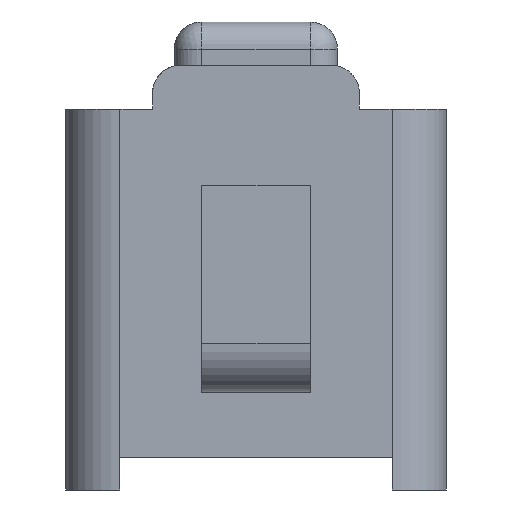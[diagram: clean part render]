
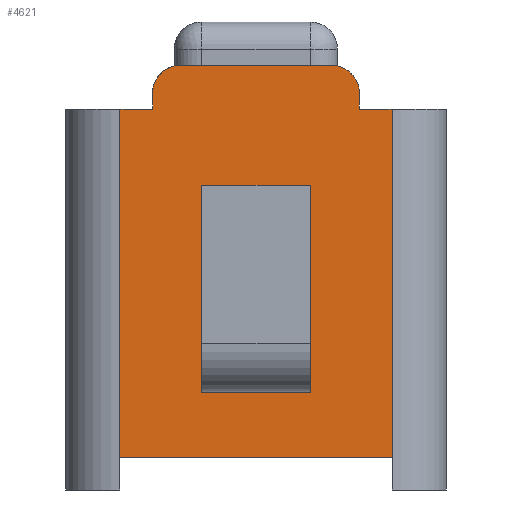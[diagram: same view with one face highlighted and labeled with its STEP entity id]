
A CAD part, left-side view. The second image highlights one B-rep face of the part: STEP entity #4621.
In plain terms, the highlighted planar face has unit normal (-1, 0, 0).
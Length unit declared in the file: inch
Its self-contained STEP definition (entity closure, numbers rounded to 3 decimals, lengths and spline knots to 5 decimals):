
#160=CARTESIAN_POINT('',(-0.11811,-0.01969,0.03543));
#161=VERTEX_POINT('',#160);
#162=CARTESIAN_POINT('',(-0.11811,-0.01969,0.02362));
#163=VERTEX_POINT('',#162);
#164=CARTESIAN_POINT('',(-0.11811,-0.01969,0.03543));
#165=DIRECTION('',(0.0,0.0,-1.0));
#166=VECTOR('',#165,0.01181);
#167=LINE('',#164,#166);
#168=EDGE_CURVE('',#161,#163,#167,.T.);
#234=CARTESIAN_POINT('',(-0.11811,0.01969,0.03543));
#235=VERTEX_POINT('',#234);
#236=CARTESIAN_POINT('',(-0.11811,0.01969,0.03543));
#237=DIRECTION('',(0.0,-1.0,0.0));
#238=VECTOR('',#237,0.03937);
#239=LINE('',#236,#238);
#240=EDGE_CURVE('',#235,#161,#239,.T.);
#297=CARTESIAN_POINT('',(-0.11811,0.01969,0.02362));
#298=VERTEX_POINT('',#297);
#299=CARTESIAN_POINT('',(-0.11811,-0.01969,0.02362));
#300=DIRECTION('',(0.0,1.0,0.0));
#301=VECTOR('',#300,0.03937);
#302=LINE('',#299,#301);
#303=EDGE_CURVE('',#163,#298,#302,.T.);
#411=CARTESIAN_POINT('',(-0.11811,0.01969,0.02362));
#412=DIRECTION('',(0.0,0.0,1.0));
#413=VECTOR('',#412,0.01181);
#414=LINE('',#411,#413);
#415=EDGE_CURVE('',#298,#235,#414,.T.);
#2745=CARTESIAN_POINT('',(-0.11811,0.04921,0.12598));
#2746=VERTEX_POINT('',#2745);
#2754=CARTESIAN_POINT('',(-0.11811,0.0374,0.12598));
#2755=VERTEX_POINT('',#2754);
#2756=CARTESIAN_POINT('',(-0.11811,0.04921,0.12598));
#2757=DIRECTION('',(0.0,-1.0,0.0));
#2758=VECTOR('',#2757,0.01181);
#2759=LINE('',#2756,#2758);
#2760=EDGE_CURVE('',#2746,#2755,#2759,.T.);
#2796=CARTESIAN_POINT('',(-0.11811,-0.0374,0.12598));
#2797=VERTEX_POINT('',#2796);
#2804=CARTESIAN_POINT('',(-0.11811,-0.04921,0.12598));
#2805=VERTEX_POINT('',#2804);
#2806=CARTESIAN_POINT('',(-0.11811,-0.0374,0.12598));
#2807=DIRECTION('',(0.0,-1.0,0.0));
#2808=VECTOR('',#2807,0.01181);
#2809=LINE('',#2806,#2808);
#2810=EDGE_CURVE('',#2797,#2805,#2809,.T.);
#3015=CARTESIAN_POINT('',(-0.11811,-0.0374,0.13189));
#3016=VERTEX_POINT('',#3015);
#3023=CARTESIAN_POINT('',(-0.11811,-0.0374,0.12598));
#3024=DIRECTION('',(0.0,0.0,1.0));
#3025=VECTOR('',#3024,0.00591);
#3026=LINE('',#3023,#3025);
#3027=EDGE_CURVE('',#2797,#3016,#3026,.T.);
#3112=CARTESIAN_POINT('',(-0.11811,0.0374,0.13189));
#3113=VERTEX_POINT('',#3112);
#3114=CARTESIAN_POINT('',(-0.11811,0.0374,0.12598));
#3115=DIRECTION('',(0.0,0.0,1.0));
#3116=VECTOR('',#3115,0.00591);
#3117=LINE('',#3114,#3116);
#3118=EDGE_CURVE('',#2755,#3113,#3117,.T.);
#3135=CARTESIAN_POINT('',(-0.11811,0.02756,0.14173));
#3136=VERTEX_POINT('',#3135);
#3137=CARTESIAN_POINT('',(-0.11811,0.02756,0.13189));
#3138=DIRECTION('',(1.0,0.0,0.0));
#3139=DIRECTION('',(0.0,0.707,0.707));
#3140=AXIS2_PLACEMENT_3D('',#3137,#3138,#3139);
#3141=CIRCLE('',#3140,0.00984);
#3142=EDGE_CURVE('',#3113,#3136,#3141,.T.);
#3210=CARTESIAN_POINT('',(-0.11811,-0.02756,0.14173));
#3211=VERTEX_POINT('',#3210);
#3212=CARTESIAN_POINT('',(-0.11811,-0.02756,0.13189));
#3213=DIRECTION('',(1.0,0.0,0.0));
#3214=DIRECTION('',(0.0,-0.707,0.707));
#3215=AXIS2_PLACEMENT_3D('',#3212,#3213,#3214);
#3216=CIRCLE('',#3215,0.00984);
#3217=EDGE_CURVE('',#3211,#3016,#3216,.T.);
#3499=CARTESIAN_POINT('',(-0.11811,-0.02756,0.14173));
#3500=DIRECTION('',(0.0,1.0,0.0));
#3501=VECTOR('',#3500,0.05512);
#3502=LINE('',#3499,#3501);
#3503=EDGE_CURVE('',#3211,#3136,#3502,.T.);
#3988=CARTESIAN_POINT('',(-0.11811,-0.04921,0.0));
#3989=VERTEX_POINT('',#3988);
#4246=CARTESIAN_POINT('',(-0.11811,0.04921,0.));
#4247=VERTEX_POINT('',#4246);
#4575=CARTESIAN_POINT('',(-0.11811,-0.04921,0.12598));
#4576=DIRECTION('',(0.0,0.0,-1.0));
#4577=VECTOR('',#4576,0.12598);
#4578=LINE('',#4575,#4577);
#4579=EDGE_CURVE('',#2805,#3989,#4578,.T.);
#4588=CARTESIAN_POINT('',(-0.11811,-0.05413,-0.00709));
#4589=DIRECTION('',(-1.0,0.0,0.0));
#4590=DIRECTION('',(0.0,0.0,1.0));
#4591=AXIS2_PLACEMENT_3D('',#4588,#4589,#4590);
#4592=PLANE('',#4591);
#4593=ORIENTED_EDGE('',*,*,#3142,.F.);
#4594=ORIENTED_EDGE('',*,*,#3118,.F.);
#4595=ORIENTED_EDGE('',*,*,#2760,.F.);
#4596=CARTESIAN_POINT('',(-0.11811,0.04921,0.));
#4597=DIRECTION('',(0.0,0.0,1.0));
#4598=VECTOR('',#4597,0.12598);
#4599=LINE('',#4596,#4598);
#4600=EDGE_CURVE('',#4247,#2746,#4599,.T.);
#4601=ORIENTED_EDGE('',*,*,#4600,.F.);
#4602=CARTESIAN_POINT('',(-0.11811,-0.04921,0.0));
#4603=DIRECTION('',(0.0,1.0,0.0));
#4604=VECTOR('',#4603,0.09843);
#4605=LINE('',#4602,#4604);
#4606=EDGE_CURVE('',#3989,#4247,#4605,.T.);
#4607=ORIENTED_EDGE('',*,*,#4606,.F.);
#4608=ORIENTED_EDGE('',*,*,#4579,.F.);
#4609=ORIENTED_EDGE('',*,*,#2810,.F.);
#4610=ORIENTED_EDGE('',*,*,#3027,.T.);
#4611=ORIENTED_EDGE('',*,*,#3217,.F.);
#4612=ORIENTED_EDGE('',*,*,#3503,.T.);
#4613=EDGE_LOOP('',(#4593,#4594,#4595,#4601,#4607,#4608,#4609,#4610,#4611,#4612));
#4614=FACE_OUTER_BOUND('',#4613,.T.);
#4615=ORIENTED_EDGE('',*,*,#303,.T.);
#4616=ORIENTED_EDGE('',*,*,#415,.T.);
#4617=ORIENTED_EDGE('',*,*,#240,.T.);
#4618=ORIENTED_EDGE('',*,*,#168,.T.);
#4619=EDGE_LOOP('',(#4615,#4616,#4617,#4618));
#4620=FACE_BOUND('',#4619,.T.);
#4621=ADVANCED_FACE('',(#4614,#4620),#4592,.T.);
